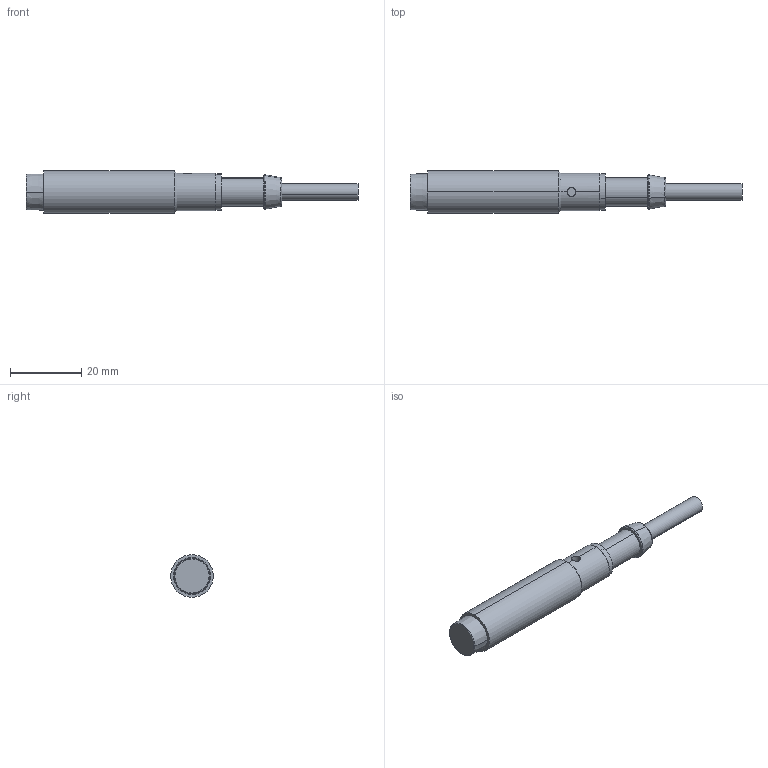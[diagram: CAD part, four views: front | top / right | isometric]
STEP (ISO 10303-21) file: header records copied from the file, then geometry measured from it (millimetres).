
FILE_DESCRIPTION (( 'STEP AP214' ), '1' );
FILE_NAME ('VM1-A0-2B.step', '2018-04-12T22:04:02', ( '' ), ( '' ), 'SwSTEP 2.0', 'SolidWorks 2017', '' );
FILE_SCHEMA (( 'AUTOMOTIVE_DESIGN' ));
Length unit declared in the file: inch
Products named in the file (1): VM1-A0-2B
Bounding box: 93.5 x 12 x 12 mm (x, y, z)
Volume: 6950.5 mm3; surface area: 3895.7 mm2
Topology: 4 solids, 4 shells, 39 faces, 73 edges, 44 vertices
Faces by surface type: cylinder 14, plane 11, bspline 8, cone 6
Entity records: 1797 total; most frequent: CARTESIAN_POINT 443, DIRECTION 173, ORIENTED_EDGE 146, AXIS2_PLACEMENT_3D 76, EDGE_CURVE 73, DIMENSIONAL_EXPONENTS 45, LENGTH_MEASURE_WITH_UNIT 45, UNCERTAINTY_MEASURE_WITH_UNIT 45
